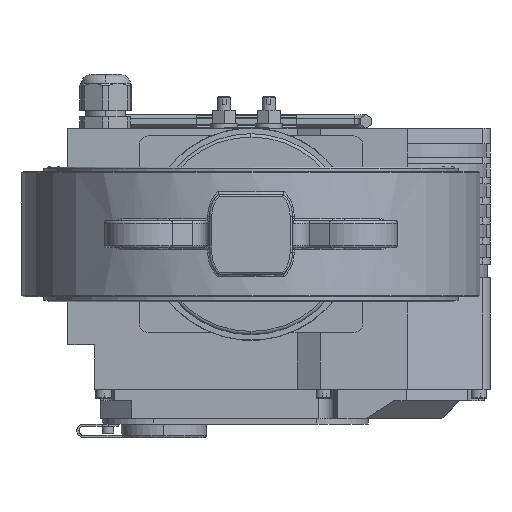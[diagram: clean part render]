
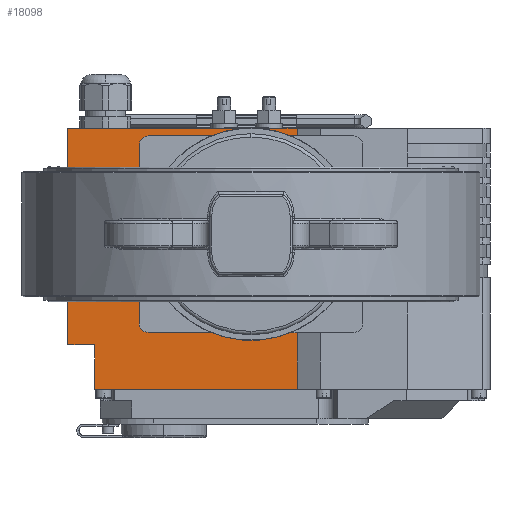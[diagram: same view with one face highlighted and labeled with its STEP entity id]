
A CAD part, front view. The second image highlights one B-rep face of the part: STEP entity #18098.
In plain terms, the highlighted planar face has unit normal (0, -1, 0).
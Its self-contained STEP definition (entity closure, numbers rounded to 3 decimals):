
#1528 = ORIENTED_EDGE ( 'NONE', *, *, #28622, .F. ) ;
#1624 = VECTOR ( 'NONE', #28894, 1000. ) ;
#1641 = AXIS2_PLACEMENT_3D ( 'NONE', #8231, #8345, #15983 ) ;
#1993 = EDGE_CURVE ( 'NONE', #20981, #31283, #22699, .T. ) ;
#2101 = CARTESIAN_POINT ( 'NONE',  ( -60.776, 170.572, -36.18 ) ) ;
#2387 = LINE ( 'NONE', #15068, #4859 ) ;
#3400 = ORIENTED_EDGE ( 'NONE', *, *, #23214, .T. ) ;
#4172 = DIRECTION ( 'NONE',  ( 0., 0., -1. ) ) ;
#4417 = CIRCLE ( 'NONE', #1641, 4. ) ;
#4816 = ORIENTED_EDGE ( 'NONE', *, *, #1993, .T. ) ;
#4859 = VECTOR ( 'NONE', #30571, 1000. ) ;
#4949 = VECTOR ( 'NONE', #20882, 1000. ) ;
#5236 = VECTOR ( 'NONE', #4172, 1000. ) ;
#5315 = VECTOR ( 'NONE', #6886, 1000. ) ;
#5480 = CARTESIAN_POINT ( 'NONE',  ( -80.776, 170.572, -45.68 ) ) ;
#5990 = CARTESIAN_POINT ( 'NONE',  ( -92.776, 170.572, -45.68 ) ) ;
#6506 = CARTESIAN_POINT ( 'NONE',  ( -60.776, 170.572, 43.82 ) ) ;
#6634 = VERTEX_POINT ( 'NONE', #6506 ) ;
#6886 = DIRECTION ( 'NONE',  ( 0., 0., -1. ) ) ;
#6950 = CARTESIAN_POINT ( 'NONE',  ( 9.832, 170.572, 51.32 ) ) ;
#8115 = VERTEX_POINT ( 'NONE', #13914 ) ;
#8231 = CARTESIAN_POINT ( 'NONE',  ( -56.776, 170.572, -36.18 ) ) ;
#8345 = DIRECTION ( 'NONE',  ( 0., -1., 0. ) ) ;
#8525 = VERTEX_POINT ( 'NONE', #23170 ) ;
#9012 = EDGE_CURVE ( 'NONE', #6634, #23327, #19298, .T. ) ;
#9205 = EDGE_CURVE ( 'NONE', #27207, #31514, #15581, .T. ) ;
#9875 = DIRECTION ( 'NONE',  ( 0., -1., 0. ) ) ;
#9878 = CARTESIAN_POINT ( 'NONE',  ( -56.776, 170.572, 47.82 ) ) ;
#9884 = CARTESIAN_POINT ( 'NONE',  ( -60.776, 170.572, 43.82 ) ) ;
#10317 = ORIENTED_EDGE ( 'NONE', *, *, #18055, .F. ) ;
#10570 = EDGE_LOOP ( 'NONE', ( #24656, #24223, #14580, #10317, #24809, #32333, #1528, #12210, #25904, #23176, #4816, #3400 ) ) ;
#10988 = CARTESIAN_POINT ( 'NONE',  ( 9.832, 170.572, -48.68 ) ) ;
#11222 = DIRECTION ( 'NONE',  ( 1., 0., 0. ) ) ;
#12030 = CARTESIAN_POINT ( 'NONE',  ( -92.776, 170.572, 51.32 ) ) ;
#12210 = ORIENTED_EDGE ( 'NONE', *, *, #22027, .F. ) ;
#12236 = EDGE_CURVE ( 'NONE', #8115, #20326, #2387, .T. ) ;
#13339 = CARTESIAN_POINT ( 'NONE',  ( -56.776, 170.572, -40.18 ) ) ;
#13384 = CARTESIAN_POINT ( 'NONE',  ( 9.832, 170.572, 174.639 ) ) ;
#13914 = CARTESIAN_POINT ( 'NONE',  ( 9.832, 170.572, -40.18 ) ) ;
#13919 = EDGE_CURVE ( 'NONE', #20192, #6634, #14582, .T. ) ;
#14580 = ORIENTED_EDGE ( 'NONE', *, *, #15067, .F. ) ;
#14582 = CIRCLE ( 'NONE', #27789, 4. ) ;
#14920 = LINE ( 'NONE', #21627, #30411 ) ;
#14967 = CARTESIAN_POINT ( 'NONE',  ( -80.776, 170.572, -65.68 ) ) ;
#15067 = EDGE_CURVE ( 'NONE', #22623, #8115, #29434, .T. ) ;
#15068 = CARTESIAN_POINT ( 'NONE',  ( 9.832, 170.572, -48.68 ) ) ;
#15581 = LINE ( 'NONE', #21841, #31483 ) ;
#15983 = DIRECTION ( 'NONE',  ( -1., 0., 0. ) ) ;
#16015 = VECTOR ( 'NONE', #22787, 1000. ) ;
#16104 = EDGE_CURVE ( 'NONE', #27207, #20981, #31433, .T. ) ;
#18055 = EDGE_CURVE ( 'NONE', #23327, #22623, #4417, .T. ) ;
#18098 = ADVANCED_FACE ( 'NONE', ( #33389 ), #18505, .F. ) ;
#18191 = DIRECTION ( 'NONE',  ( 1., 0., 0. ) ) ;
#18505 = PLANE ( 'NONE',  #19164 ) ;
#18725 = VECTOR ( 'NONE', #22549, 1000. ) ;
#19164 = AXIS2_PLACEMENT_3D ( 'NONE', #10988, #29091, #24100 ) ;
#19245 = CARTESIAN_POINT ( 'NONE',  ( -56.776, 170.572, 43.82 ) ) ;
#19298 = LINE ( 'NONE', #9884, #16015 ) ;
#19339 = DIRECTION ( 'NONE',  ( 1., 0., 0. ) ) ;
#19833 = CARTESIAN_POINT ( 'NONE',  ( -80.776, 170.572, -48.68 ) ) ;
#20192 = VERTEX_POINT ( 'NONE', #9878 ) ;
#20326 = VERTEX_POINT ( 'NONE', #24014 ) ;
#20882 = DIRECTION ( 'NONE',  ( 1., 0., 0. ) ) ;
#20981 = VERTEX_POINT ( 'NONE', #23746 ) ;
#21627 = CARTESIAN_POINT ( 'NONE',  ( -56.776, 170.572, 47.82 ) ) ;
#21841 = CARTESIAN_POINT ( 'NONE',  ( -92.776, 170.572, 51.32 ) ) ;
#22027 = EDGE_CURVE ( 'NONE', #31514, #8525, #26133, .T. ) ;
#22337 = VERTEX_POINT ( 'NONE', #14967 ) ;
#22549 = DIRECTION ( 'NONE',  ( 1., 0., 0. ) ) ;
#22623 = VERTEX_POINT ( 'NONE', #13339 ) ;
#22699 = LINE ( 'NONE', #5990, #28784 ) ;
#22787 = DIRECTION ( 'NONE',  ( 0., 0., -1. ) ) ;
#23170 = CARTESIAN_POINT ( 'NONE',  ( 9.832, 170.572, 47.82 ) ) ;
#23176 = ORIENTED_EDGE ( 'NONE', *, *, #16104, .T. ) ;
#23214 = EDGE_CURVE ( 'NONE', #31283, #22337, #23637, .T. ) ;
#23327 = VERTEX_POINT ( 'NONE', #2101 ) ;
#23637 = LINE ( 'NONE', #19833, #5236 ) ;
#23727 = CARTESIAN_POINT ( 'NONE',  ( -56.776, 170.572, -40.18 ) ) ;
#23746 = CARTESIAN_POINT ( 'NONE',  ( -92.776, 170.572, -45.68 ) ) ;
#24014 = CARTESIAN_POINT ( 'NONE',  ( 9.832, 170.572, -65.68 ) ) ;
#24100 = DIRECTION ( 'NONE',  ( 1., 0., 0. ) ) ;
#24223 = ORIENTED_EDGE ( 'NONE', *, *, #12236, .F. ) ;
#24564 = DIRECTION ( 'NONE',  ( -1., 0., 0. ) ) ;
#24656 = ORIENTED_EDGE ( 'NONE', *, *, #33049, .T. ) ;
#24809 = ORIENTED_EDGE ( 'NONE', *, *, #9012, .F. ) ;
#25904 = ORIENTED_EDGE ( 'NONE', *, *, #9205, .F. ) ;
#26133 = LINE ( 'NONE', #13384, #1624 ) ;
#27207 = VERTEX_POINT ( 'NONE', #12030 ) ;
#27650 = CARTESIAN_POINT ( 'NONE',  ( 9.832, 170.572, -65.68 ) ) ;
#27789 = AXIS2_PLACEMENT_3D ( 'NONE', #19245, #9875, #18191 ) ;
#28528 = CARTESIAN_POINT ( 'NONE',  ( -92.776, 170.572, 51.32 ) ) ;
#28622 = EDGE_CURVE ( 'NONE', #8525, #20192, #14920, .T. ) ;
#28784 = VECTOR ( 'NONE', #19339, 1000. ) ;
#28894 = DIRECTION ( 'NONE',  ( 0., 0., -1. ) ) ;
#29091 = DIRECTION ( 'NONE',  ( 0., 1., 0. ) ) ;
#29434 = LINE ( 'NONE', #23727, #4949 ) ;
#30117 = LINE ( 'NONE', #27650, #18725 ) ;
#30411 = VECTOR ( 'NONE', #24564, 1000. ) ;
#30571 = DIRECTION ( 'NONE',  ( 0., 0., -1. ) ) ;
#31283 = VERTEX_POINT ( 'NONE', #5480 ) ;
#31433 = LINE ( 'NONE', #28528, #5315 ) ;
#31483 = VECTOR ( 'NONE', #11222, 1000. ) ;
#31514 = VERTEX_POINT ( 'NONE', #6950 ) ;
#32333 = ORIENTED_EDGE ( 'NONE', *, *, #13919, .F. ) ;
#33049 = EDGE_CURVE ( 'NONE', #22337, #20326, #30117, .T. ) ;
#33389 = FACE_OUTER_BOUND ( 'NONE', #10570, .T. ) ;
